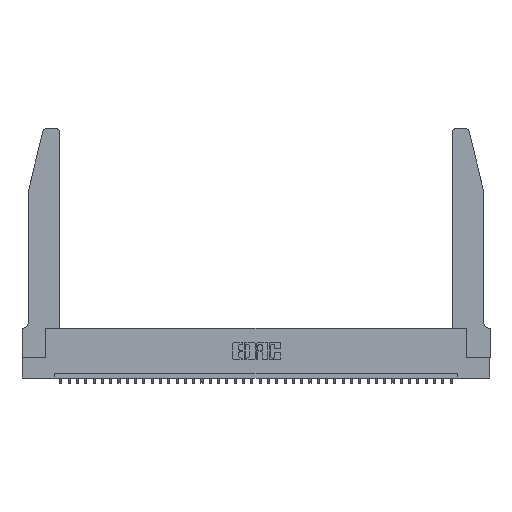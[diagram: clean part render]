
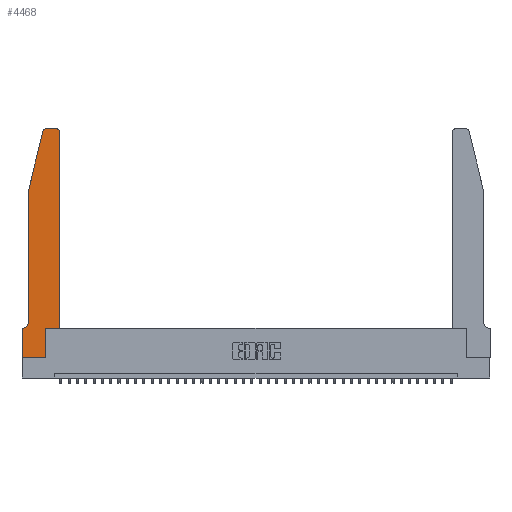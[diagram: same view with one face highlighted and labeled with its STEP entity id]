
A CAD part, top view. The second image highlights one B-rep face of the part: STEP entity #4468.
In plain terms, the highlighted planar face has unit normal (0, 0, 1).
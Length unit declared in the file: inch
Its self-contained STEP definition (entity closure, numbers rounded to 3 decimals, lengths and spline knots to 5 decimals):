
#369 = EDGE_LOOP ( 'NONE', ( #24747, #30408, #18938, #1752, #18688, #18604, #13136, #3025, #33322, #28381, #16253, #9812 ) ) ;
#522 = VERTEX_POINT ( 'NONE', #17272 ) ;
#592 = DIRECTION ( 'NONE',  ( -0.239, -0.971, 0. ) ) ;
#670 = CARTESIAN_POINT ( 'NONE',  ( 0.2865, 0., 0.37 ) ) ;
#958 = DIRECTION ( 'NONE',  ( 0., -1., 0. ) ) ;
#1752 = ORIENTED_EDGE ( 'NONE', *, *, #10555, .T. ) ;
#1761 = EDGE_CURVE ( 'NONE', #31172, #30861, #37987, .T. ) ;
#1781 = CARTESIAN_POINT ( 'NONE',  ( 0.25487, 2.72718, 0.37 ) ) ;
#3025 = ORIENTED_EDGE ( 'NONE', *, *, #4433, .T. ) ;
#3629 = VERTEX_POINT ( 'NONE', #22694 ) ;
#3658 = LINE ( 'NONE', #36284, #17226 ) ;
#3751 = CARTESIAN_POINT ( 'NONE',  ( 0.0755, 0.35, 0.37 ) ) ;
#3932 = EDGE_CURVE ( 'NONE', #12733, #31619, #20893, .T. ) ;
#4399 = CARTESIAN_POINT ( 'NONE',  ( 0.4205, 2.72, 0.37 ) ) ;
#4433 = EDGE_CURVE ( 'NONE', #19543, #34772, #33032, .T. ) ;
#4468 = ADVANCED_FACE ( 'NONE', ( #10706 ), #8883, .T. ) ;
#4705 = DIRECTION ( 'NONE',  ( 1., 0., 0. ) ) ;
#4749 = DIRECTION ( 'NONE',  ( 0., 0., -1. ) ) ;
#4829 = CARTESIAN_POINT ( 'NONE',  ( 0.4505, 0.35, 0.37 ) ) ;
#6116 = VECTOR ( 'NONE', #958, 39.37008 ) ;
#7798 = CARTESIAN_POINT ( 'NONE',  ( 0.0055, 0.35, 0.37 ) ) ;
#8122 = LINE ( 'NONE', #25611, #6116 ) ;
#8233 = CARTESIAN_POINT ( 'NONE',  ( 0.2865, 0.35, 0.37 ) ) ;
#8883 = PLANE ( 'NONE',  #32874 ) ;
#9017 = DIRECTION ( 'NONE',  ( 1., 0., 0. ) ) ;
#9812 = ORIENTED_EDGE ( 'NONE', *, *, #10449, .T. ) ;
#10273 = CARTESIAN_POINT ( 'NONE',  ( 0.2605, 2.75, 0.37 ) ) ;
#10449 = EDGE_CURVE ( 'NONE', #39018, #15308, #29916, .T. ) ;
#10555 = EDGE_CURVE ( 'NONE', #30861, #522, #8122, .T. ) ;
#10706 = FACE_OUTER_BOUND ( 'NONE', #369, .T. ) ;
#10840 = DIRECTION ( 'NONE',  ( 0., 0., 1. ) ) ;
#10919 = VECTOR ( 'NONE', #33238, 39.37008 ) ;
#11250 = DIRECTION ( 'NONE',  ( 1., 0., 0. ) ) ;
#12115 = CARTESIAN_POINT ( 'NONE',  ( 0.284, 2.75, 0.37 ) ) ;
#12529 = VECTOR ( 'NONE', #26436, 39.37008 ) ;
#12733 = VERTEX_POINT ( 'NONE', #7798 ) ;
#13084 = CIRCLE ( 'NONE', #32432, 0.03 ) ;
#13136 = ORIENTED_EDGE ( 'NONE', *, *, #14154, .T. ) ;
#13447 = LINE ( 'NONE', #4829, #12529 ) ;
#14154 = EDGE_CURVE ( 'NONE', #31619, #19543, #3658, .T. ) ;
#14952 = CARTESIAN_POINT ( 'NONE',  ( 0.4505, 2.72, 0.37 ) ) ;
#15308 = VERTEX_POINT ( 'NONE', #23488 ) ;
#16253 = ORIENTED_EDGE ( 'NONE', *, *, #30847, .T. ) ;
#16747 = DIRECTION ( 'NONE',  ( -1., 0., 0. ) ) ;
#17226 = VECTOR ( 'NONE', #18875, 39.37008 ) ;
#17272 = CARTESIAN_POINT ( 'NONE',  ( 0.0755, 0.42, 0.37 ) ) ;
#17418 = VERTEX_POINT ( 'NONE', #12115 ) ;
#17869 = CARTESIAN_POINT ( 'NONE',  ( 0.0755, 2., 0.37 ) ) ;
#18604 = ORIENTED_EDGE ( 'NONE', *, *, #3932, .T. ) ;
#18688 = ORIENTED_EDGE ( 'NONE', *, *, #35597, .T. ) ;
#18875 = DIRECTION ( 'NONE',  ( 0., -1., 0. ) ) ;
#18938 = ORIENTED_EDGE ( 'NONE', *, *, #1761, .T. ) ;
#19159 = CARTESIAN_POINT ( 'NONE',  ( 0.0755, 2., 0.37 ) ) ;
#19543 = VERTEX_POINT ( 'NONE', #37552 ) ;
#19675 = CARTESIAN_POINT ( 'NONE',  ( 0.0055, 0.42, 0.37 ) ) ;
#20436 = CARTESIAN_POINT ( 'NONE',  ( 0., 0., 0.37 ) ) ;
#20562 = VECTOR ( 'NONE', #592, 39.37008 ) ;
#20756 = CIRCLE ( 'NONE', #28041, 0.07 ) ;
#20893 = LINE ( 'NONE', #3751, #28658 ) ;
#22694 = CARTESIAN_POINT ( 'NONE',  ( 0.2865, 0.35, 0.37 ) ) ;
#22937 = EDGE_CURVE ( 'NONE', #17418, #31172, #13084, .T. ) ;
#23488 = CARTESIAN_POINT ( 'NONE',  ( 0.4205, 2.75, 0.37 ) ) ;
#24551 = DIRECTION ( 'NONE',  ( 0., 0., 1. ) ) ;
#24747 = ORIENTED_EDGE ( 'NONE', *, *, #25669, .T. ) ;
#24808 = LINE ( 'NONE', #10273, #29212 ) ;
#25445 = DIRECTION ( 'NONE',  ( -1., 0., 0. ) ) ;
#25611 = CARTESIAN_POINT ( 'NONE',  ( 0.0755, 2., 0.37 ) ) ;
#25669 = EDGE_CURVE ( 'NONE', #15308, #17418, #24808, .T. ) ;
#26318 = CARTESIAN_POINT ( 'NONE',  ( 0., 0.35, 0.37 ) ) ;
#26436 = DIRECTION ( 'NONE',  ( 1., 0., 0. ) ) ;
#26447 = LINE ( 'NONE', #30082, #10919 ) ;
#26482 = DIRECTION ( 'NONE',  ( -1., 0., 0. ) ) ;
#26938 = DIRECTION ( 'NONE',  ( 0., 1., 0. ) ) ;
#27561 = VECTOR ( 'NONE', #26938, 39.37008 ) ;
#27564 = DIRECTION ( 'NONE',  ( 1., 0., 0. ) ) ;
#27683 = VECTOR ( 'NONE', #11250, 39.37008 ) ;
#28041 = AXIS2_PLACEMENT_3D ( 'NONE', #19675, #4749, #26482 ) ;
#28381 = ORIENTED_EDGE ( 'NONE', *, *, #35070, .T. ) ;
#28580 = LINE ( 'NONE', #8233, #27561 ) ;
#28605 = AXIS2_PLACEMENT_3D ( 'NONE', #4399, #24551, #27564 ) ;
#28658 = VECTOR ( 'NONE', #25445, 39.37008 ) ;
#28978 = VERTEX_POINT ( 'NONE', #39599 ) ;
#29212 = VECTOR ( 'NONE', #16747, 39.37008 ) ;
#29403 = CARTESIAN_POINT ( 'NONE',  ( 0.284, 2.72, 0.37 ) ) ;
#29916 = CIRCLE ( 'NONE', #28605, 0.03 ) ;
#30082 = CARTESIAN_POINT ( 'NONE',  ( 0.4505, 0.35, 0.37 ) ) ;
#30162 = DIRECTION ( 'NONE',  ( 0., 0., 1. ) ) ;
#30408 = ORIENTED_EDGE ( 'NONE', *, *, #22937, .T. ) ;
#30847 = EDGE_CURVE ( 'NONE', #28978, #39018, #26447, .T. ) ;
#30861 = VERTEX_POINT ( 'NONE', #17869 ) ;
#31172 = VERTEX_POINT ( 'NONE', #1781 ) ;
#31619 = VERTEX_POINT ( 'NONE', #26318 ) ;
#32432 = AXIS2_PLACEMENT_3D ( 'NONE', #29403, #10840, #4705 ) ;
#32874 = AXIS2_PLACEMENT_3D ( 'NONE', #33571, #30162, #9017 ) ;
#33032 = LINE ( 'NONE', #20436, #27683 ) ;
#33238 = DIRECTION ( 'NONE',  ( 0., 1., 0. ) ) ;
#33322 = ORIENTED_EDGE ( 'NONE', *, *, #38962, .T. ) ;
#33571 = CARTESIAN_POINT ( 'NONE',  ( 0., 0.35, 0.37 ) ) ;
#34772 = VERTEX_POINT ( 'NONE', #670 ) ;
#35070 = EDGE_CURVE ( 'NONE', #3629, #28978, #13447, .T. ) ;
#35597 = EDGE_CURVE ( 'NONE', #522, #12733, #20756, .T. ) ;
#36284 = CARTESIAN_POINT ( 'NONE',  ( 0., 0., 0.37 ) ) ;
#37552 = CARTESIAN_POINT ( 'NONE',  ( 0., 0., 0.37 ) ) ;
#37987 = LINE ( 'NONE', #19159, #20562 ) ;
#38962 = EDGE_CURVE ( 'NONE', #34772, #3629, #28580, .T. ) ;
#39018 = VERTEX_POINT ( 'NONE', #14952 ) ;
#39599 = CARTESIAN_POINT ( 'NONE',  ( 0.4505, 0.35, 0.37 ) ) ;
